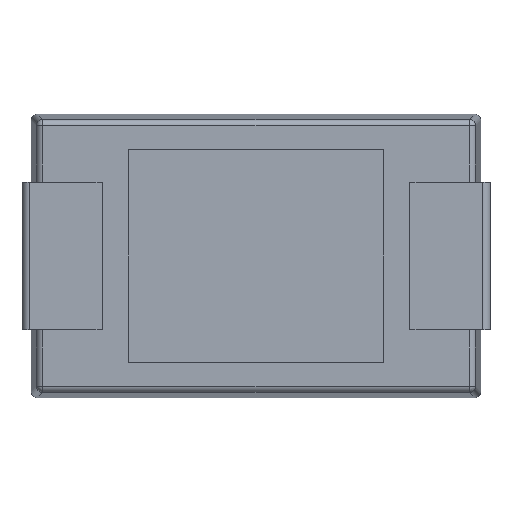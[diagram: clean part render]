
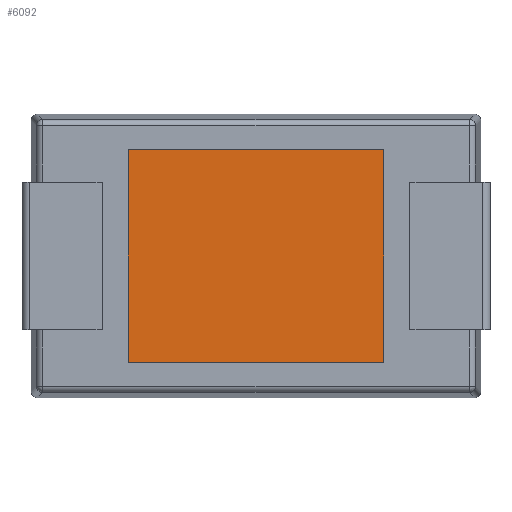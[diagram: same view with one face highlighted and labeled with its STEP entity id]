
A CAD part, front view. The second image highlights one B-rep face of the part: STEP entity #6092.
In plain terms, the highlighted planar face has unit normal (0, -1, 0).
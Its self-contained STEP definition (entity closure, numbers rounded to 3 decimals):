
#170 = ORIENTED_EDGE ( 'NONE', *, *, #2682, .T. ) ;
#254 = DIRECTION ( 'NONE',  ( 0., 0., -1. ) ) ;
#267 = LINE ( 'NONE', #5962, #7652 ) ;
#405 = DIRECTION ( 'NONE',  ( -1., 0., 0. ) ) ;
#867 = VECTOR ( 'NONE', #254, 1000. ) ;
#1253 = EDGE_LOOP ( 'NONE', ( #2030, #170, #4641, #5496 ) ) ;
#1509 = EDGE_CURVE ( 'NONE', #2728, #7045, #1570, .T. ) ;
#1570 = LINE ( 'NONE', #3966, #5126 ) ;
#1768 = CARTESIAN_POINT ( 'NONE',  ( -2.075, 0.02, -1.725 ) ) ;
#1769 = AXIS2_PLACEMENT_3D ( 'NONE', #2775, #7766, #3493 ) ;
#2030 = ORIENTED_EDGE ( 'NONE', *, *, #7091, .T. ) ;
#2413 = DIRECTION ( 'NONE',  ( 0., 0., 1. ) ) ;
#2640 = LINE ( 'NONE', #4051, #6420 ) ;
#2682 = EDGE_CURVE ( 'NONE', #3121, #9183, #2640, .T. ) ;
#2728 = VERTEX_POINT ( 'NONE', #6922 ) ;
#2775 = CARTESIAN_POINT ( 'NONE',  ( -2.075, 0.02, 1.725 ) ) ;
#3121 = VERTEX_POINT ( 'NONE', #3743 ) ;
#3493 = DIRECTION ( 'NONE',  ( 0., 0., -1. ) ) ;
#3743 = CARTESIAN_POINT ( 'NONE',  ( -2.075, 0.02, -1.725 ) ) ;
#3966 = CARTESIAN_POINT ( 'NONE',  ( 2.075, 0.02, 1.725 ) ) ;
#4051 = CARTESIAN_POINT ( 'NONE',  ( 2.075, 0.02, -1.725 ) ) ;
#4641 = ORIENTED_EDGE ( 'NONE', *, *, #8557, .T. ) ;
#5037 = FACE_OUTER_BOUND ( 'NONE', #1253, .T. ) ;
#5126 = VECTOR ( 'NONE', #405, 1000. ) ;
#5496 = ORIENTED_EDGE ( 'NONE', *, *, #1509, .T. ) ;
#5962 = CARTESIAN_POINT ( 'NONE',  ( 2.075, 0.02, -1.725 ) ) ;
#6092 = ADVANCED_FACE ( 'NONE', ( #5037 ), #8455, .T. ) ;
#6420 = VECTOR ( 'NONE', #9048, 1000. ) ;
#6922 = CARTESIAN_POINT ( 'NONE',  ( 2.075, 0.02, 1.725 ) ) ;
#7041 = CARTESIAN_POINT ( 'NONE',  ( 2.075, 0.02, -1.725 ) ) ;
#7045 = VERTEX_POINT ( 'NONE', #7855 ) ;
#7091 = EDGE_CURVE ( 'NONE', #7045, #3121, #8239, .T. ) ;
#7652 = VECTOR ( 'NONE', #2413, 1000. ) ;
#7766 = DIRECTION ( 'NONE',  ( 0., -1., 0. ) ) ;
#7855 = CARTESIAN_POINT ( 'NONE',  ( -2.075, 0.02, 1.725 ) ) ;
#8239 = LINE ( 'NONE', #1768, #867 ) ;
#8455 = PLANE ( 'NONE',  #1769 ) ;
#8557 = EDGE_CURVE ( 'NONE', #9183, #2728, #267, .T. ) ;
#9048 = DIRECTION ( 'NONE',  ( 1., 0., 0. ) ) ;
#9183 = VERTEX_POINT ( 'NONE', #7041 ) ;
